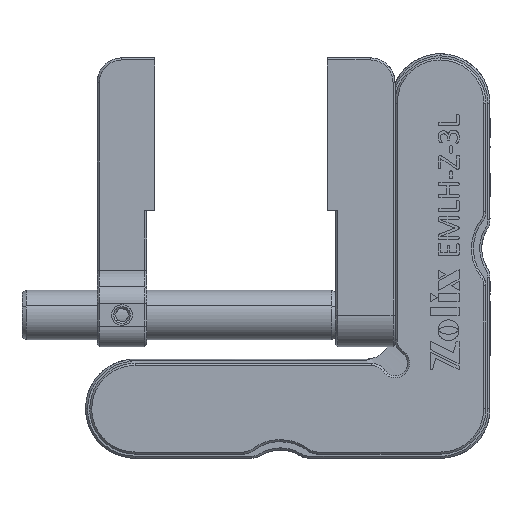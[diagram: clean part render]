
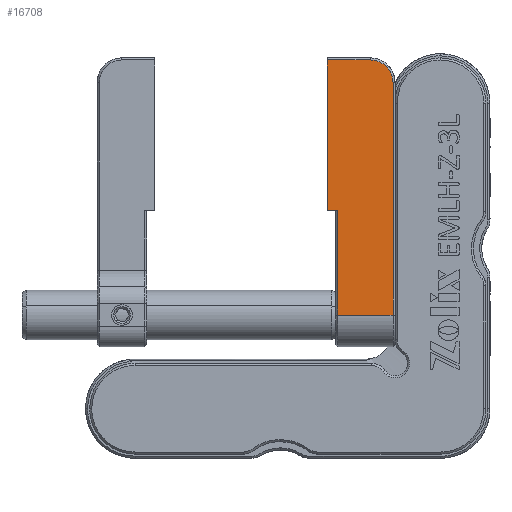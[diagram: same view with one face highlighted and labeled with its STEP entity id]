
A CAD part, left-side view. The second image highlights one B-rep face of the part: STEP entity #16708.
In plain terms, the highlighted planar face has unit normal (-1, 0, 0).
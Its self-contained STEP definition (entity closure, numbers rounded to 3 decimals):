
#811 = CARTESIAN_POINT ( 'NONE',  ( -26.442, -17.736, 72.749 ) ) ;
#868 = CARTESIAN_POINT ( 'NONE',  ( -26.442, -22.936, 72.749 ) ) ;
#1005 = CARTESIAN_POINT ( 'NONE',  ( -26.442, -25.686, 69.999 ) ) ;
#1497 = ORIENTED_EDGE ( 'NONE', *, *, #2589, .F. ) ;
#1522 = CARTESIAN_POINT ( 'NONE',  ( -26.442, -18.986, 46.066 ) ) ;
#1672 = CARTESIAN_POINT ( 'NONE',  ( -26.442, -17.736, 60.582 ) ) ;
#2468 = CARTESIAN_POINT ( 'NONE',  ( -26.442, -18.57, 54.499 ) ) ;
#2589 = EDGE_CURVE ( 'NONE', #34166, #24941, #39017, .T. ) ;
#3177 = B_SPLINE_CURVE_WITH_KNOTS ( 'NONE', 3,
 ( #25818, #30294, #34793, #868 ),
 .UNSPECIFIED., .F., .F.,
 ( 4, 4 ),
 ( 0., 1. ),
 .UNSPECIFIED. ) ;
#3549 = B_SPLINE_CURVE_WITH_KNOTS ( 'NONE', 3,
 ( #6165, #1672, #35868, #811 ),
 .UNSPECIFIED., .F., .F.,
 ( 4, 4 ),
 ( 0., 1. ),
 .UNSPECIFIED. ) ;
#3594 = EDGE_CURVE ( 'NONE', #11082, #34166, #27624, .T. ) ;
#3891 = CARTESIAN_POINT ( 'NONE',  ( -26.442, -25.686, 70.359 ) ) ;
#4104 = B_SPLINE_CURVE_WITH_KNOTS ( 'NONE', 3,
 ( #27411, #15054, #2468, #19534 ),
 .UNSPECIFIED., .F., .F.,
 ( 4, 4 ),
 ( 0., 1. ),
 .UNSPECIFIED. ) ;
#5634 = CARTESIAN_POINT ( 'NONE',  ( -26.442, -18.736, 72.999 ) ) ;
#5742 = CARTESIAN_POINT ( 'NONE',  ( -26.442, -25.686, 41.849 ) ) ;
#5787 = CARTESIAN_POINT ( 'NONE',  ( -26.442, -25.686, 69.999 ) ) ;
#6165 = CARTESIAN_POINT ( 'NONE',  ( -26.442, -17.736, 54.499 ) ) ;
#11082 = VERTEX_POINT ( 'NONE', #5742 ) ;
#13264 = CARTESIAN_POINT ( 'NONE',  ( -26.442, -17.736, 54.499 ) ) ;
#14147 = CARTESIAN_POINT ( 'NONE',  ( -26.442, -23.656, 72.678 ) ) ;
#14343 = VERTEX_POINT ( 'NONE', #26254 ) ;
#15054 = CARTESIAN_POINT ( 'NONE',  ( -26.442, -18.153, 54.499 ) ) ;
#16708 = ADVANCED_FACE ( 'NONE', ( #26899 ), #43974, .F. ) ;
#18081 = CARTESIAN_POINT ( 'NONE',  ( -26.442, -25.339, 71.384 ) ) ;
#18364 = CARTESIAN_POINT ( 'NONE',  ( -26.442, -25.135, 71.689 ) ) ;
#18644 = CARTESIAN_POINT ( 'NONE',  ( -26.442, -25.686, 51.232 ) ) ;
#19534 = CARTESIAN_POINT ( 'NONE',  ( -26.442, -18.986, 54.499 ) ) ;
#20270 = CARTESIAN_POINT ( 'NONE',  ( -26.442, -21.22, 41.849 ) ) ;
#21247 = CARTESIAN_POINT ( 'NONE',  ( -26.442, -23.296, 72.749 ) ) ;
#21384 = EDGE_CURVE ( 'NONE', #25454, #50451, #3549, .T. ) ;
#22620 = CARTESIAN_POINT ( 'NONE',  ( -26.442, -22.936, 72.749 ) ) ;
#22693 = DIRECTION ( 'NONE',  ( 1., 0., 0. ) ) ;
#23547 = ORIENTED_EDGE ( 'NONE', *, *, #53059, .F. ) ;
#24941 = VERTEX_POINT ( 'NONE', #31412 ) ;
#25454 = VERTEX_POINT ( 'NONE', #13264 ) ;
#25818 = CARTESIAN_POINT ( 'NONE',  ( -26.442, -17.736, 72.749 ) ) ;
#26254 = CARTESIAN_POINT ( 'NONE',  ( -26.442, -25.686, 69.999 ) ) ;
#26899 = FACE_OUTER_BOUND ( 'NONE', #42531, .T. ) ;
#27411 = CARTESIAN_POINT ( 'NONE',  ( -26.442, -17.736, 54.499 ) ) ;
#27624 = B_SPLINE_CURVE_WITH_KNOTS ( 'NONE', 3,
 ( #44948, #27873, #20270, #53621 ),
 .UNSPECIFIED., .F., .F.,
 ( 4, 4 ),
 ( 0., 1. ),
 .UNSPECIFIED. ) ;
#27853 = CARTESIAN_POINT ( 'NONE',  ( -26.442, -18.986, 54.499 ) ) ;
#27873 = CARTESIAN_POINT ( 'NONE',  ( -26.442, -23.453, 41.849 ) ) ;
#28654 = CARTESIAN_POINT ( 'NONE',  ( -26.442, -18.986, 41.849 ) ) ;
#28956 = EDGE_CURVE ( 'NONE', #50451, #33204, #3177, .T. ) ;
#30294 = CARTESIAN_POINT ( 'NONE',  ( -26.442, -19.47, 72.749 ) ) ;
#31323 = ORIENTED_EDGE ( 'NONE', *, *, #21384, .F. ) ;
#31394 = ORIENTED_EDGE ( 'NONE', *, *, #45756, .T. ) ;
#31412 = CARTESIAN_POINT ( 'NONE',  ( -26.442, -18.986, 54.499 ) ) ;
#33204 = VERTEX_POINT ( 'NONE', #22620 ) ;
#34166 = VERTEX_POINT ( 'NONE', #28654 ) ;
#34793 = CARTESIAN_POINT ( 'NONE',  ( -26.442, -21.203, 72.749 ) ) ;
#35715 = CARTESIAN_POINT ( 'NONE',  ( -26.442, -18.986, 41.849 ) ) ;
#35868 = CARTESIAN_POINT ( 'NONE',  ( -26.442, -17.736, 66.666 ) ) ;
#36583 = CARTESIAN_POINT ( 'NONE',  ( -26.442, -25.686, 41.849 ) ) ;
#37352 = ORIENTED_EDGE ( 'NONE', *, *, #28956, .F. ) ;
#37810 = CARTESIAN_POINT ( 'NONE',  ( -26.442, -24.626, 72.198 ) ) ;
#39017 = B_SPLINE_CURVE_WITH_KNOTS ( 'NONE', 3,
 ( #35715, #1522, #44643, #27853 ),
 .UNSPECIFIED., .F., .F.,
 ( 4, 4 ),
 ( 0., 1. ),
 .UNSPECIFIED. ) ;
#39806 = AXIS2_PLACEMENT_3D ( 'NONE', #5634, #22693, #55270 ) ;
#41030 = CARTESIAN_POINT ( 'NONE',  ( -26.442, -25.686, 60.616 ) ) ;
#42527 = CARTESIAN_POINT ( 'NONE',  ( -26.442, -22.936, 72.749 ) ) ;
#42531 = EDGE_LOOP ( 'NONE', ( #37352, #31323, #31394, #1497, #47958, #23547, #44749 ) ) ;
#43974 = PLANE ( 'NONE',  #39806 ) ;
#44643 = CARTESIAN_POINT ( 'NONE',  ( -26.442, -18.986, 50.282 ) ) ;
#44749 = ORIENTED_EDGE ( 'NONE', *, *, #52962, .F. ) ;
#44948 = CARTESIAN_POINT ( 'NONE',  ( -26.442, -25.686, 41.849 ) ) ;
#45756 = EDGE_CURVE ( 'NONE', #25454, #24941, #4104, .T. ) ;
#46116 = B_SPLINE_CURVE_WITH_KNOTS ( 'NONE', 3,
 ( #5787, #41030, #18644, #36583 ),
 .UNSPECIFIED., .F., .F.,
 ( 4, 4 ),
 ( 0., 1. ),
 .UNSPECIFIED. ) ;
#47778 = CARTESIAN_POINT ( 'NONE',  ( -26.442, -24.321, 72.402 ) ) ;
#47958 = ORIENTED_EDGE ( 'NONE', *, *, #3594, .F. ) ;
#50451 = VERTEX_POINT ( 'NONE', #52305 ) ;
#51205 = CARTESIAN_POINT ( 'NONE',  ( -26.442, -25.615, 70.719 ) ) ;
#52305 = CARTESIAN_POINT ( 'NONE',  ( -26.442, -17.736, 72.749 ) ) ;
#52962 = EDGE_CURVE ( 'NONE', #33204, #14343, #53487, .T. ) ;
#53059 = EDGE_CURVE ( 'NONE', #14343, #11082, #46116, .T. ) ;
#53487 = B_SPLINE_CURVE_WITH_KNOTS ( 'NONE', 3,
 ( #42527, #21247, #14147, #47778, #37810, #18364, #18081, #51205, #3891, #1005 ),
 .UNSPECIFIED., .F., .F.,
 ( 4, 2, 2, 2, 4 ),
 ( 0., 0.25, 0.5, 0.75, 1. ),
 .UNSPECIFIED. ) ;
#53621 = CARTESIAN_POINT ( 'NONE',  ( -26.442, -18.986, 41.849 ) ) ;
#55270 = DIRECTION ( 'NONE',  ( 0., 1., 0. ) ) ;
